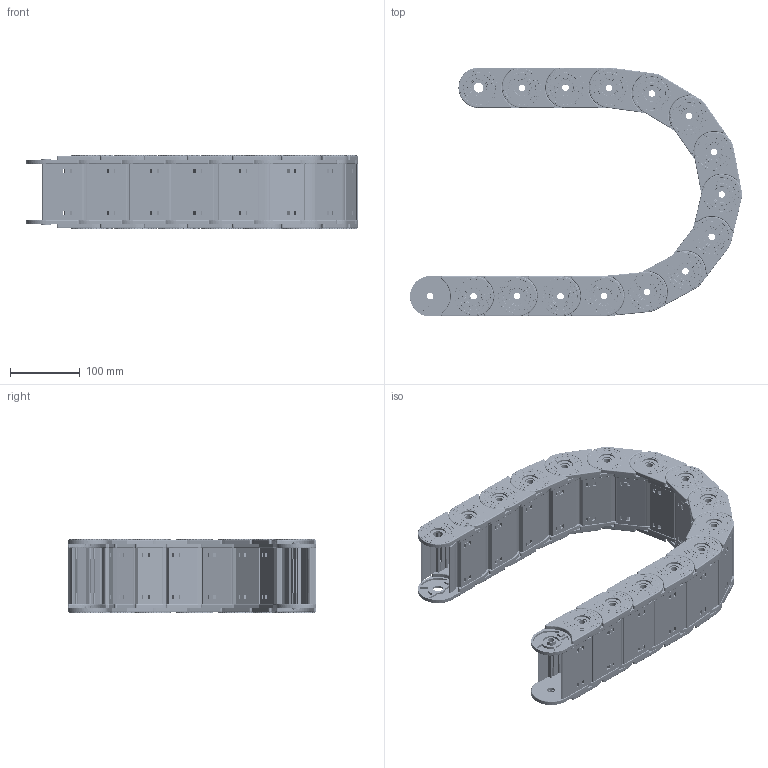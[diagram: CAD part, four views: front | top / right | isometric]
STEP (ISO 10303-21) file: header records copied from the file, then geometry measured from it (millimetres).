
FILE_DESCRIPTION (( 'STEP AP214' ), '1' );
FILE_NAME ('CK42-K080-R150.STEP', '2019-09-10T07:33:21', ( '' ), ( '' ), 'SwSTEP 2.0', 'SolidWorks 2017', '' );
FILE_SCHEMA (( 'AUTOMOTIVE_DESIGN' ));
Length unit declared in the file: millimetre
Products named in the file (2): CK42-K080; CK42-K080-R150
Assembly tree (15 placements, depth 2):
  CK42-K080-R150
    CK42-K080  x15
Bounding box: 477.64 x 358 x 105.3 mm (x, y, z)
Volume: 1518659.7 mm3; surface area: 1027571.4 mm2
Topology: 60 solids, 60 shells, 8370 faces, 22380 edges, 14640 vertices
Faces by surface type: plane 4080, cylinder 3360, bspline 930
Entity records: 32198 total; most frequent: CARTESIAN_POINT 19201, ORIENTED_EDGE 2976, DIRECTION 2094, EDGE_CURVE 1488, VERTEX_POINT 976, VECTOR 874, LINE 874, EDGE_LOOP 612
